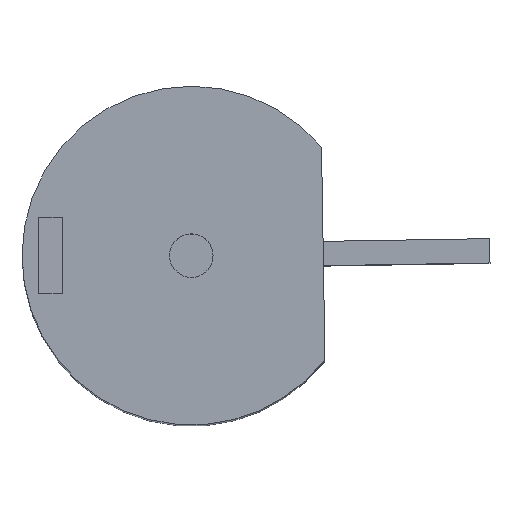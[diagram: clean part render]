
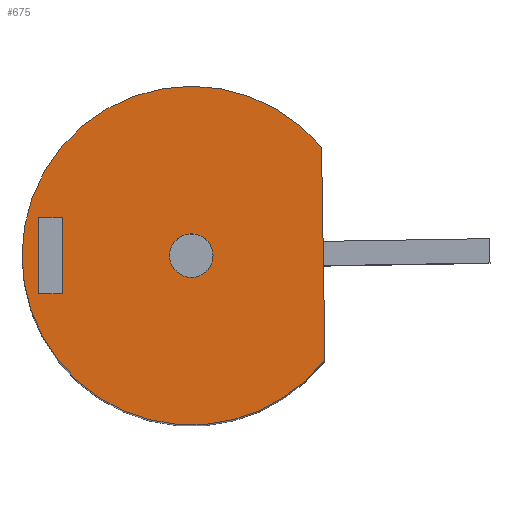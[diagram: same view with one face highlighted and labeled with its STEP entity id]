
A CAD part, top view. The second image highlights one B-rep face of the part: STEP entity #675.
In plain terms, the highlighted planar face has unit normal (0, 0, 1).
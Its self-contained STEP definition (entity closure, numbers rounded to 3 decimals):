
#1 = CARTESIAN_POINT ( 'NONE',  ( 16.011, 10.554, 28. ) ) ;
#8 = DIRECTION ( 'NONE',  ( 0.016, -1., 0. ) ) ;
#10 = AXIS2_PLACEMENT_3D ( 'NONE', #524, #517, #505 ) ;
#22 = EDGE_CURVE ( 'NONE', #885, #973, #531, .T. ) ;
#69 = EDGE_CURVE ( 'NONE', #1127, #977, #525, .T. ) ;
#87 = VECTOR ( 'NONE', #8, 1000. ) ;
#90 = LINE ( 'NONE', #1, #87 ) ;
#140 = AXIS2_PLACEMENT_3D ( 'NONE', #240, #212, #209 ) ;
#146 = CARTESIAN_POINT ( 'NONE',  ( 5.754, 11.852, 28. ) ) ;
#172 = DIRECTION ( 'NONE',  ( 1., 0., 0. ) ) ;
#178 = CARTESIAN_POINT ( 'NONE',  ( 15.949, 14.379, 28. ) ) ;
#188 = CARTESIAN_POINT ( 'NONE',  ( 5.754, 9.102, 28. ) ) ;
#191 = EDGE_CURVE ( 'NONE', #912, #914, #489, .T. ) ;
#198 = EDGE_CURVE ( 'NONE', #663, #1015, #494, .T. ) ;
#209 = DIRECTION ( 'NONE',  ( 1., 0., 0. ) ) ;
#212 = DIRECTION ( 'NONE',  ( 0., 0., 1. ) ) ;
#229 = VECTOR ( 'NONE', #172, 1000. ) ;
#235 = LINE ( 'NONE', #188, #229 ) ;
#239 = EDGE_CURVE ( 'NONE', #1015, #1127, #479, .T. ) ;
#240 = CARTESIAN_POINT ( 'NONE',  ( 11.26, 10.477, 28. ) ) ;
#256 = PLANE ( 'NONE',  #140 ) ;
#266 = CARTESIAN_POINT ( 'NONE',  ( 6.614, 9.102, 28. ) ) ;
#323 = FACE_BOUND ( 'NONE', #879, .T. ) ;
#329 = FACE_BOUND ( 'NONE', #601, .T. ) ;
#341 = FACE_OUTER_BOUND ( 'NONE', #653, .T. ) ;
#373 = CIRCLE ( 'NONE', #10, 6.1 ) ;
#423 = EDGE_CURVE ( 'NONE', #914, #912, #444, .T. ) ;
#444 = CIRCLE ( 'NONE', #1054, 0.783 ) ;
#451 = CARTESIAN_POINT ( 'NONE',  ( 11.26, 10.477, 28. ) ) ;
#456 = DIRECTION ( 'NONE',  ( 0., 0., 1. ) ) ;
#460 = DIRECTION ( 'NONE',  ( 1., 0., 0. ) ) ;
#473 = VECTOR ( 'NONE', #880, 1000. ) ;
#479 = LINE ( 'NONE', #1098, #473 ) ;
#480 = VECTOR ( 'NONE', #776, 1000. ) ;
#489 = CIRCLE ( 'NONE', #1020, 0.783 ) ;
#494 = LINE ( 'NONE', #861, #480 ) ;
#505 = DIRECTION ( 'NONE',  ( 1., 0., 0. ) ) ;
#514 = VECTOR ( 'NONE', #629, 1000. ) ;
#517 = DIRECTION ( 'NONE',  ( 0., 0., 1. ) ) ;
#524 = CARTESIAN_POINT ( 'NONE',  ( 11.26, 10.477, 28. ) ) ;
#525 = LINE ( 'NONE', #528, #514 ) ;
#528 = CARTESIAN_POINT ( 'NONE',  ( 5.754, 9.102, 28. ) ) ;
#531 = CIRCLE ( 'NONE', #958, 6.1 ) ;
#601 = EDGE_LOOP ( 'NONE', ( #733, #619, #726, #890 ) ) ;
#604 = EDGE_CURVE ( 'NONE', #973, #907, #373, .T. ) ;
#619 = ORIENTED_EDGE ( 'NONE', *, *, #874, .F. ) ;
#629 = DIRECTION ( 'NONE',  ( 0., -1., 0. ) ) ;
#653 = EDGE_LOOP ( 'NONE', ( #810, #692, #1006 ) ) ;
#663 = VERTEX_POINT ( 'NONE', #266 ) ;
#675 = ADVANCED_FACE ( 'NONE', ( #329, #323, #341 ), #256, .T. ) ;
#692 = ORIENTED_EDGE ( 'NONE', *, *, #22, .T. ) ;
#726 = ORIENTED_EDGE ( 'NONE', *, *, #69, .F. ) ;
#733 = ORIENTED_EDGE ( 'NONE', *, *, #198, .F. ) ;
#749 = ORIENTED_EDGE ( 'NONE', *, *, #191, .F. ) ;
#776 = DIRECTION ( 'NONE',  ( 0., 1., 0. ) ) ;
#806 = ORIENTED_EDGE ( 'NONE', *, *, #423, .F. ) ;
#810 = ORIENTED_EDGE ( 'NONE', *, *, #1043, .F. ) ;
#838 = DIRECTION ( 'NONE',  ( 0., 0., 1. ) ) ;
#861 = CARTESIAN_POINT ( 'NONE',  ( 6.614, 9.102, 28. ) ) ;
#874 = EDGE_CURVE ( 'NONE', #977, #663, #235, .T. ) ;
#879 = EDGE_LOOP ( 'NONE', ( #749, #806 ) ) ;
#880 = DIRECTION ( 'NONE',  ( -1., 0., 0. ) ) ;
#885 = VERTEX_POINT ( 'NONE', #178 ) ;
#890 = ORIENTED_EDGE ( 'NONE', *, *, #239, .F. ) ;
#907 = VERTEX_POINT ( 'NONE', #974 ) ;
#912 = VERTEX_POINT ( 'NONE', #1081 ) ;
#914 = VERTEX_POINT ( 'NONE', #1094 ) ;
#958 = AXIS2_PLACEMENT_3D ( 'NONE', #451, #456, #460 ) ;
#973 = VERTEX_POINT ( 'NONE', #1105 ) ;
#974 = CARTESIAN_POINT ( 'NONE',  ( 16.073, 6.729, 28. ) ) ;
#977 = VERTEX_POINT ( 'NONE', #1107 ) ;
#1006 = ORIENTED_EDGE ( 'NONE', *, *, #604, .T. ) ;
#1015 = VERTEX_POINT ( 'NONE', #1124 ) ;
#1020 = AXIS2_PLACEMENT_3D ( 'NONE', #1047, #1100, #1029 ) ;
#1029 = DIRECTION ( 'NONE',  ( 1., 0., 0. ) ) ;
#1043 = EDGE_CURVE ( 'NONE', #885, #907, #90, .T. ) ;
#1047 = CARTESIAN_POINT ( 'NONE',  ( 11.26, 10.477, 28. ) ) ;
#1054 = AXIS2_PLACEMENT_3D ( 'NONE', #1074, #838, #1071 ) ;
#1071 = DIRECTION ( 'NONE',  ( 1., 0., 0. ) ) ;
#1074 = CARTESIAN_POINT ( 'NONE',  ( 11.26, 10.477, 28. ) ) ;
#1081 = CARTESIAN_POINT ( 'NONE',  ( 12.044, 10.477, 28. ) ) ;
#1094 = CARTESIAN_POINT ( 'NONE',  ( 10.477, 10.477, 28. ) ) ;
#1098 = CARTESIAN_POINT ( 'NONE',  ( 5.754, 11.852, 28. ) ) ;
#1100 = DIRECTION ( 'NONE',  ( 0., 0., 1. ) ) ;
#1105 = CARTESIAN_POINT ( 'NONE',  ( 5.16, 10.477, 28. ) ) ;
#1107 = CARTESIAN_POINT ( 'NONE',  ( 5.754, 9.102, 28. ) ) ;
#1124 = CARTESIAN_POINT ( 'NONE',  ( 6.614, 11.852, 28. ) ) ;
#1127 = VERTEX_POINT ( 'NONE', #146 ) ;
